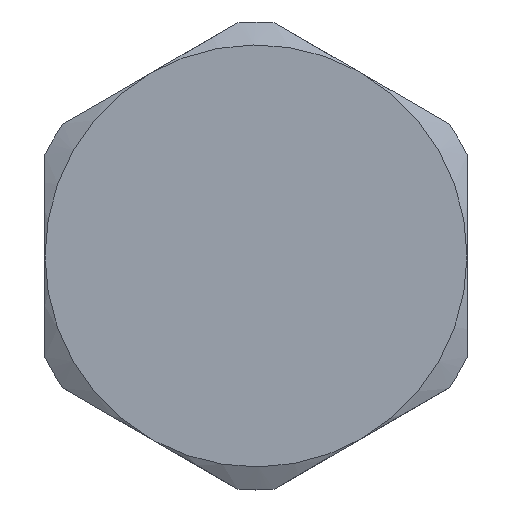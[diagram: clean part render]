
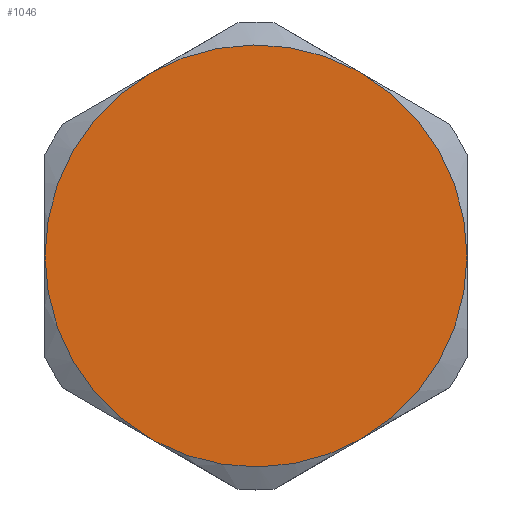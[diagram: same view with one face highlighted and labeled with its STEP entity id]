
A CAD part, top view. The second image highlights one B-rep face of the part: STEP entity #1046.
In plain terms, the highlighted planar face has unit normal (0, 0, 1).
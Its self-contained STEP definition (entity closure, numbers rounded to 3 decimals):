
#921=AXIS2_PLACEMENT_3D('Circle Axis2P3D',#919,#920,$) ;
#942=AXIS2_PLACEMENT_3D('Circle Axis2P3D',#940,#941,$) ;
#953=AXIS2_PLACEMENT_3D('Circle Axis2P3D',#951,#952,$) ;
#965=AXIS2_PLACEMENT_3D('Circle Axis2P3D',#963,#964,$) ;
#977=AXIS2_PLACEMENT_3D('Circle Axis2P3D',#975,#976,$) ;
#998=AXIS2_PLACEMENT_3D('Circle Axis2P3D',#996,#997,$) ;
#1009=AXIS2_PLACEMENT_3D('Circle Axis2P3D',#1007,#1008,$) ;
#1021=AXIS2_PLACEMENT_3D('Circle Axis2P3D',#1019,#1020,$) ;
#1034=AXIS2_PLACEMENT_3D('Plane Axis2P3D',#1031,#1032,#1033) ;
#487=CARTESIAN_POINT('Vertex',(17.25,22.709,20.)) ;
#561=CARTESIAN_POINT('Vertex',(23.,12.75,20.)) ;
#634=CARTESIAN_POINT('Vertex',(17.25,2.791,20.)) ;
#747=CARTESIAN_POINT('Vertex',(5.75,2.791,20.)) ;
#821=CARTESIAN_POINT('Vertex',(0.,12.75,20.)) ;
#896=CARTESIAN_POINT('Vertex',(5.75,22.709,20.)) ;
#919=CARTESIAN_POINT('Axis2P3D Location',(11.5,12.75,20.)) ;
#923=CARTESIAN_POINT('Vertex',(17.013,22.842,20.)) ;
#940=CARTESIAN_POINT('Axis2P3D Location',(11.5,12.75,20.)) ;
#951=CARTESIAN_POINT('Axis2P3D Location',(11.5,12.75,20.)) ;
#963=CARTESIAN_POINT('Axis2P3D Location',(11.5,12.75,20.)) ;
#975=CARTESIAN_POINT('Axis2P3D Location',(11.5,12.75,20.)) ;
#979=CARTESIAN_POINT('Vertex',(5.987,2.658,20.)) ;
#996=CARTESIAN_POINT('Axis2P3D Location',(11.5,12.75,20.)) ;
#1007=CARTESIAN_POINT('Axis2P3D Location',(11.5,12.75,20.)) ;
#1019=CARTESIAN_POINT('Axis2P3D Location',(11.5,12.75,20.)) ;
#1031=CARTESIAN_POINT('Axis2P3D Location',(11.5,12.75,20.)) ;
#920=DIRECTION('Axis2P3D Direction',(0.,0.,-1.)) ;
#941=DIRECTION('Axis2P3D Direction',(0.,0.,-1.)) ;
#952=DIRECTION('Axis2P3D Direction',(0.,0.,-1.)) ;
#964=DIRECTION('Axis2P3D Direction',(0.,0.,-1.)) ;
#976=DIRECTION('Axis2P3D Direction',(0.,0.,-1.)) ;
#997=DIRECTION('Axis2P3D Direction',(0.,0.,-1.)) ;
#1008=DIRECTION('Axis2P3D Direction',(0.,0.,-1.)) ;
#1020=DIRECTION('Axis2P3D Direction',(0.,0.,-1.)) ;
#1032=DIRECTION('Axis2P3D Direction',(0.,0.,-1.)) ;
#1033=DIRECTION('Axis2P3D XDirection',(0.,1.,0.)) ;
#1037=ORIENTED_EDGE('',*,*,#967,.F.) ;
#1038=ORIENTED_EDGE('',*,*,#955,.F.) ;
#1039=ORIENTED_EDGE('',*,*,#944,.F.) ;
#1040=ORIENTED_EDGE('',*,*,#925,.F.) ;
#1041=ORIENTED_EDGE('',*,*,#1023,.F.) ;
#1042=ORIENTED_EDGE('',*,*,#1011,.F.) ;
#1043=ORIENTED_EDGE('',*,*,#1000,.F.) ;
#1044=ORIENTED_EDGE('',*,*,#981,.F.) ;
#1046=ADVANCED_FACE('52146_STOPPER_PLUG_M16.1\\Koerper.2',(#1045),#1035,.F.) ;
#922=CIRCLE('generated circle',#921,11.5) ;
#943=CIRCLE('generated circle',#942,11.5) ;
#954=CIRCLE('generated circle',#953,11.5) ;
#966=CIRCLE('generated circle',#965,11.5) ;
#978=CIRCLE('generated circle',#977,11.5) ;
#999=CIRCLE('generated circle',#998,11.5) ;
#1010=CIRCLE('generated circle',#1009,11.5) ;
#1022=CIRCLE('generated circle',#1021,11.5) ;
#925=EDGE_CURVE('',#897,#924,#922,.T.) ;
#944=EDGE_CURVE('',#924,#488,#943,.T.) ;
#955=EDGE_CURVE('',#488,#562,#954,.T.) ;
#967=EDGE_CURVE('',#562,#635,#966,.T.) ;
#981=EDGE_CURVE('',#635,#980,#978,.T.) ;
#1000=EDGE_CURVE('',#980,#748,#999,.T.) ;
#1011=EDGE_CURVE('',#748,#822,#1010,.T.) ;
#1023=EDGE_CURVE('',#822,#897,#1022,.T.) ;
#1036=EDGE_LOOP('',(#1037,#1038,#1039,#1040,#1041,#1042,#1043,#1044)) ;
#1045=FACE_OUTER_BOUND('',#1036,.T.) ;
#1035=PLANE('',#1034) ;
#488=VERTEX_POINT('',#487) ;
#562=VERTEX_POINT('',#561) ;
#635=VERTEX_POINT('',#634) ;
#748=VERTEX_POINT('',#747) ;
#822=VERTEX_POINT('',#821) ;
#897=VERTEX_POINT('',#896) ;
#924=VERTEX_POINT('',#923) ;
#980=VERTEX_POINT('',#979) ;
